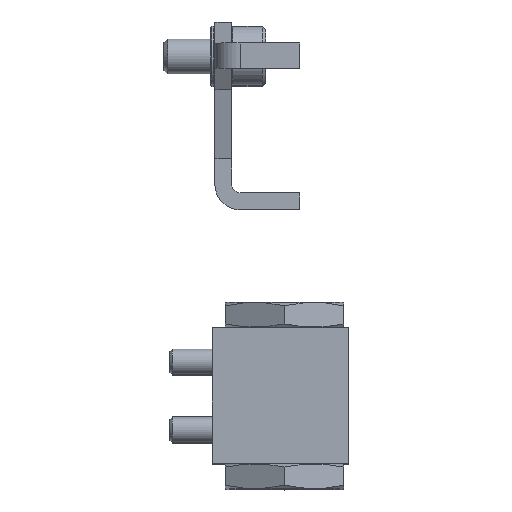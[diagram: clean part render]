
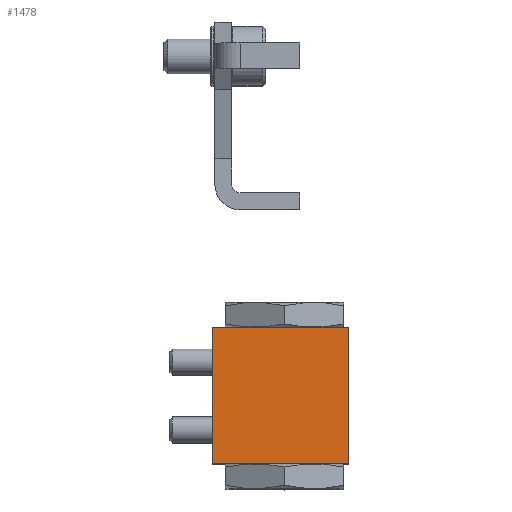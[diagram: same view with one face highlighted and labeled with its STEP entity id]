
A CAD part, top view. The second image highlights one B-rep face of the part: STEP entity #1478.
In plain terms, the highlighted planar face has unit normal (0, 0, 1).
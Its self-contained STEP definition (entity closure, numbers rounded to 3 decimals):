
#166=LINE('',#2336,#258);
#169=LINE('',#2342,#261);
#170=LINE('',#2344,#262);
#171=LINE('',#2346,#263);
#258=VECTOR('',#1856,1000.);
#261=VECTOR('',#1861,1000.);
#262=VECTOR('',#1862,1000.);
#263=VECTOR('',#1863,1000.);
#355=ORIENTED_EDGE('',*,*,#727,.T.);
#356=ORIENTED_EDGE('',*,*,#728,.F.);
#357=ORIENTED_EDGE('',*,*,#729,.F.);
#358=ORIENTED_EDGE('',*,*,#724,.T.);
#724=EDGE_CURVE('',#911,#910,#166,.T.);
#727=EDGE_CURVE('',#910,#913,#169,.T.);
#728=EDGE_CURVE('',#914,#913,#170,.T.);
#729=EDGE_CURVE('',#911,#914,#171,.T.);
#910=VERTEX_POINT('',#2335);
#911=VERTEX_POINT('',#2337);
#913=VERTEX_POINT('',#2343);
#914=VERTEX_POINT('',#2345);
#1108=EDGE_LOOP('',(#355,#356,#357,#358));
#1262=FACE_BOUND('',#1108,.T.);
#1416=PLANE('',#1657);
#1478=ADVANCED_FACE('',(#1262),#1416,.F.);
#1657=AXIS2_PLACEMENT_3D('',#2341,#1859,#1860);
#1856=DIRECTION('',(0.,-1.,0.));
#1859=DIRECTION('',(0.,0.,-1.));
#1860=DIRECTION('',(-1.,0.,0.));
#1861=DIRECTION('',(1.,0.,0.));
#1862=DIRECTION('',(0.,-1.,0.));
#1863=DIRECTION('',(1.,0.,0.));
#2335=CARTESIAN_POINT('',(-8.,0.,10.));
#2336=CARTESIAN_POINT('',(-8.,16.,10.));
#2337=CARTESIAN_POINT('',(-8.,16.,10.));
#2341=CARTESIAN_POINT('',(-8.,16.,10.));
#2342=CARTESIAN_POINT('',(-8.,0.,10.));
#2343=CARTESIAN_POINT('',(8.,0.,10.));
#2344=CARTESIAN_POINT('',(8.,16.,10.));
#2345=CARTESIAN_POINT('',(8.,16.,10.));
#2346=CARTESIAN_POINT('',(-8.,16.,10.));
